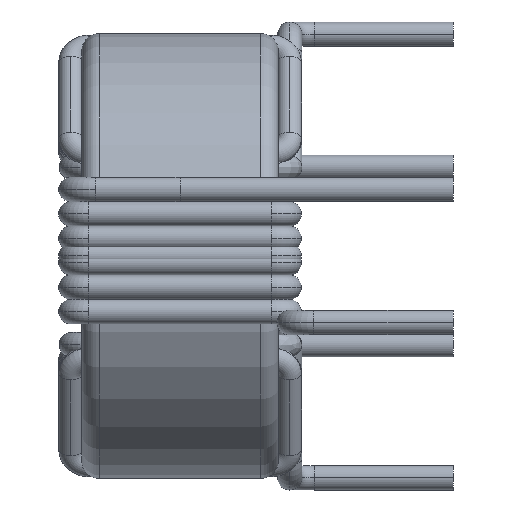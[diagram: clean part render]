
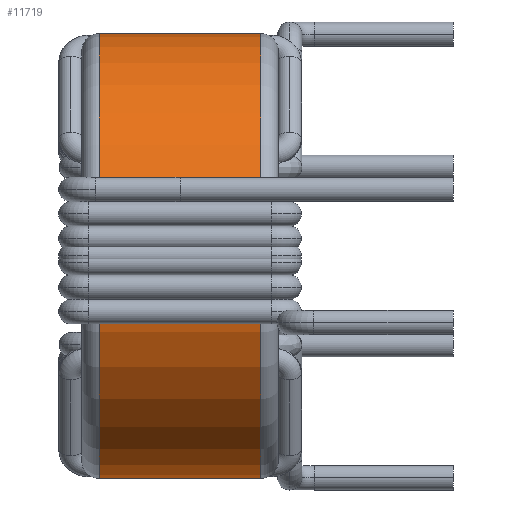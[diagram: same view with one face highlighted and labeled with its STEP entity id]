
A CAD part, left-side view. The second image highlights one B-rep face of the part: STEP entity #11719.
In plain terms, the highlighted cylindrical face has radius 6.375 mm (diameter 12.75 mm), a partial arc.
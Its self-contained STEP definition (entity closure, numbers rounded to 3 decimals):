
#722 = DIRECTION ( 'NONE',  ( 0., 0., 1. ) ) ;
#912 = EDGE_CURVE ( 'NONE', #16381, #7060, #17731, .T. ) ;
#999 = CARTESIAN_POINT ( 'NONE',  ( 0., 8.343, -6.375 ) ) ;
#1536 = VERTEX_POINT ( 'NONE', #1890 ) ;
#1581 = CARTESIAN_POINT ( 'NONE',  ( 0., 8.343, 6.375 ) ) ;
#1890 = CARTESIAN_POINT ( 'NONE',  ( 0., -2.31, 6.375 ) ) ;
#3172 = AXIS2_PLACEMENT_3D ( 'NONE', #15885, #15969, #17460 ) ;
#3725 = VECTOR ( 'NONE', #10776, 1000. ) ;
#3945 = VERTEX_POINT ( 'NONE', #13358 ) ;
#3976 = DIRECTION ( 'NONE',  ( 0., 0., 1. ) ) ;
#4461 = CIRCLE ( 'NONE', #7104, 6.375 ) ;
#5685 = EDGE_CURVE ( 'NONE', #3945, #16381, #13477, .T. ) ;
#7060 = VERTEX_POINT ( 'NONE', #7699 ) ;
#7104 = AXIS2_PLACEMENT_3D ( 'NONE', #17825, #8291, #3976 ) ;
#7699 = CARTESIAN_POINT ( 'NONE',  ( 0., 2.31, 6.375 ) ) ;
#8291 = DIRECTION ( 'NONE',  ( 0., 1., 0. ) ) ;
#8589 = FACE_OUTER_BOUND ( 'NONE', #12935, .T. ) ;
#10065 = EDGE_CURVE ( 'NONE', #1536, #7060, #15371, .T. ) ;
#10776 = DIRECTION ( 'NONE',  ( 0., 1., 0. ) ) ;
#11122 = DIRECTION ( 'NONE',  ( 0., 1., 0. ) ) ;
#11719 = ADVANCED_FACE ( 'NONE', ( #8589 ), #17180, .T. ) ;
#12935 = EDGE_LOOP ( 'NONE', ( #16943, #16230, #17563, #14548 ) ) ;
#13358 = CARTESIAN_POINT ( 'NONE',  ( 0., -2.31, -6.375 ) ) ;
#13477 = LINE ( 'NONE', #999, #3725 ) ;
#13875 = AXIS2_PLACEMENT_3D ( 'NONE', #16160, #14836, #722 ) ;
#14548 = ORIENTED_EDGE ( 'NONE', *, *, #912, .F. ) ;
#14836 = DIRECTION ( 'NONE',  ( 0., 1., 0. ) ) ;
#15338 = EDGE_CURVE ( 'NONE', #3945, #1536, #4461, .T. ) ;
#15371 = LINE ( 'NONE', #1581, #15464 ) ;
#15464 = VECTOR ( 'NONE', #11122, 1000. ) ;
#15885 = CARTESIAN_POINT ( 'NONE',  ( 0., 8.343, 0. ) ) ;
#15969 = DIRECTION ( 'NONE',  ( 0., 1., 0. ) ) ;
#16160 = CARTESIAN_POINT ( 'NONE',  ( 0., 2.31, 0. ) ) ;
#16230 = ORIENTED_EDGE ( 'NONE', *, *, #15338, .T. ) ;
#16381 = VERTEX_POINT ( 'NONE', #16810 ) ;
#16810 = CARTESIAN_POINT ( 'NONE',  ( 0., 2.31, -6.375 ) ) ;
#16943 = ORIENTED_EDGE ( 'NONE', *, *, #5685, .F. ) ;
#17180 = CYLINDRICAL_SURFACE ( 'NONE', #3172, 6.375 ) ;
#17460 = DIRECTION ( 'NONE',  ( 0., 0., 1. ) ) ;
#17563 = ORIENTED_EDGE ( 'NONE', *, *, #10065, .T. ) ;
#17731 = CIRCLE ( 'NONE', #13875, 6.375 ) ;
#17825 = CARTESIAN_POINT ( 'NONE',  ( 0., -2.31, 0. ) ) ;
